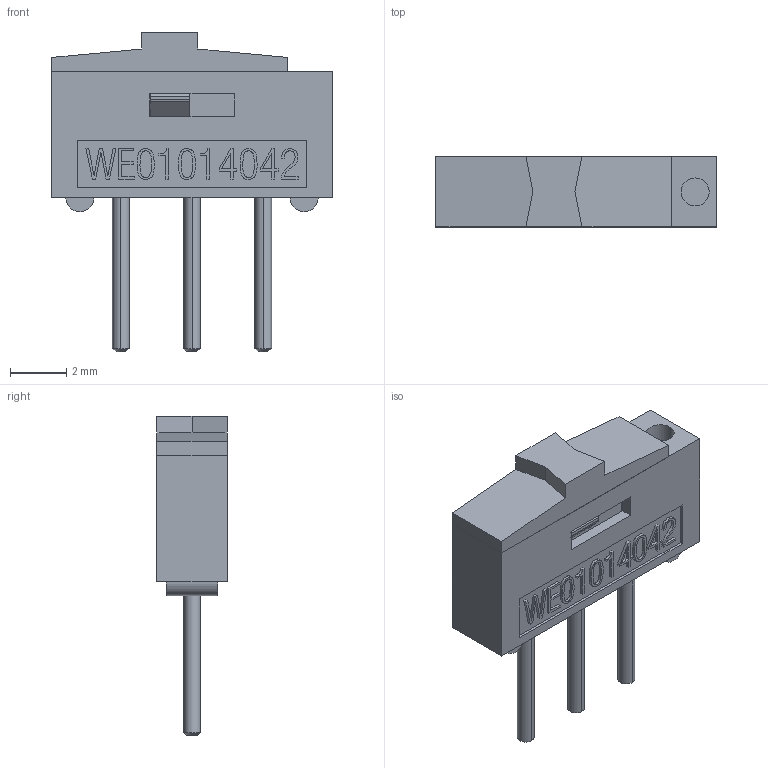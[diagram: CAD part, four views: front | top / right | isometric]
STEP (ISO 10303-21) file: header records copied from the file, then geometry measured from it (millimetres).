
FILE_DESCRIPTION(('STEP AP242'),'1');
FILE_NAME('450301014042.stp','2022-05-27T23:32:53',('TraceParts'),('TraceParts S.A.'),'Spatial InterOp 3D',' ',' ');
FILE_SCHEMA(('AP242_MANAGED_MODEL_BASED_3D_ENGINEERING_MIM_LF {1 0 10303 442 1 1 4}'));
Length unit declared in the file: millimetre
Products named in the file (1): 450301014042_1
Bounding box: 10 x 2.5 x 11.4 mm (x, y, z)
Volume: 113.9 mm3; surface area: 335.4 mm2
Topology: 2 solids, 2 shells, 190 faces, 480 edges, 320 vertices
Faces by surface type: plane 148, extrusion 20, cylinder 16, cone 6
Entity records: 7476 total; most frequent: CARTESIAN_POINT 1700, ORIENTED_EDGE 960, DIRECTION 684, EDGE_CURVE 480, VERTEX_POINT 320, VECTOR 252, LINE 232, B_SPLINE_CURVE_WITH_KNOTS 224
